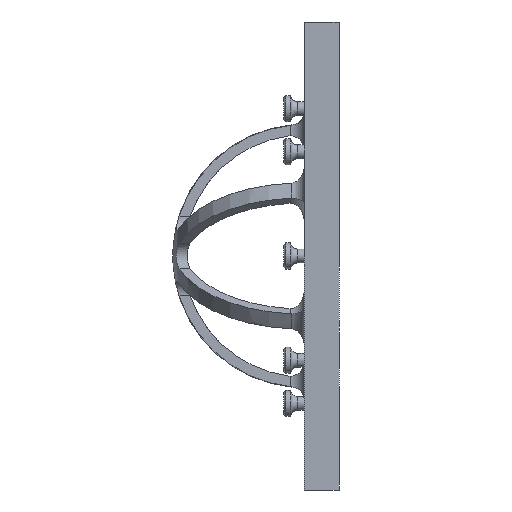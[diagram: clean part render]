
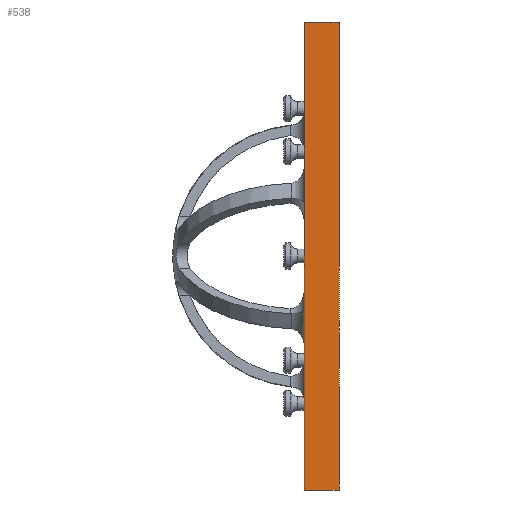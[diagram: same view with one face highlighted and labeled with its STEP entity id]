
A CAD part, front view. The second image highlights one B-rep face of the part: STEP entity #538.
In plain terms, the highlighted planar face has unit normal (0, -1, 0).
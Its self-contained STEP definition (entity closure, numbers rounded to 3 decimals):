
#304 = ORIENTED_EDGE ( 'NONE', *, *, #8604, .F. ) ;
#326 = VERTEX_POINT ( 'NONE', #5039 ) ;
#331 = VERTEX_POINT ( 'NONE', #883 ) ;
#500 = DIRECTION ( 'NONE',  ( -1., 0., 0. ) ) ;
#515 = LINE ( 'NONE', #5320, #5051 ) ;
#538 = ADVANCED_FACE ( 'NONE', ( #8240 ), #2069, .F. ) ;
#883 = CARTESIAN_POINT ( 'NONE',  ( 10., -80., -67.5 ) ) ;
#1986 = EDGE_CURVE ( 'NONE', #7886, #326, #5367, .T. ) ;
#2069 = PLANE ( 'NONE',  #4334 ) ;
#2164 = ORIENTED_EDGE ( 'NONE', *, *, #8355, .T. ) ;
#2425 = ORIENTED_EDGE ( 'NONE', *, *, #1986, .T. ) ;
#2850 = ORIENTED_EDGE ( 'NONE', *, *, #6898, .F. ) ;
#3474 = LINE ( 'NONE', #6313, #4066 ) ;
#4066 = VECTOR ( 'NONE', #4972, 1000. ) ;
#4080 = DIRECTION ( 'NONE',  ( 0., 1., 0. ) ) ;
#4334 = AXIS2_PLACEMENT_3D ( 'NONE', #4866, #4080, #6196 ) ;
#4866 = CARTESIAN_POINT ( 'NONE',  ( 10., -80., -67.5 ) ) ;
#4972 = DIRECTION ( 'NONE',  ( 0., 0., -1. ) ) ;
#5039 = CARTESIAN_POINT ( 'NONE',  ( 0., -80., 67.5 ) ) ;
#5051 = VECTOR ( 'NONE', #6017, 1000. ) ;
#5282 = VERTEX_POINT ( 'NONE', #5350 ) ;
#5320 = CARTESIAN_POINT ( 'NONE',  ( 10., -80., -67.5 ) ) ;
#5348 = LINE ( 'NONE', #6134, #5513 ) ;
#5350 = CARTESIAN_POINT ( 'NONE',  ( 0., -80., -67.5 ) ) ;
#5367 = LINE ( 'NONE', #6193, #9062 ) ;
#5513 = VECTOR ( 'NONE', #500, 1000. ) ;
#5882 = EDGE_LOOP ( 'NONE', ( #2164, #304, #2850, #2425 ) ) ;
#6017 = DIRECTION ( 'NONE',  ( 0., 0., -1. ) ) ;
#6134 = CARTESIAN_POINT ( 'NONE',  ( 10., -80., -67.5 ) ) ;
#6193 = CARTESIAN_POINT ( 'NONE',  ( 10., -80., 67.5 ) ) ;
#6196 = DIRECTION ( 'NONE',  ( 0., 0., 1. ) ) ;
#6313 = CARTESIAN_POINT ( 'NONE',  ( 0., -80., -67.5 ) ) ;
#6898 = EDGE_CURVE ( 'NONE', #7886, #331, #515, .T. ) ;
#6915 = DIRECTION ( 'NONE',  ( -1., 0., 0. ) ) ;
#7886 = VERTEX_POINT ( 'NONE', #8707 ) ;
#8240 = FACE_OUTER_BOUND ( 'NONE', #5882, .T. ) ;
#8355 = EDGE_CURVE ( 'NONE', #326, #5282, #3474, .T. ) ;
#8604 = EDGE_CURVE ( 'NONE', #331, #5282, #5348, .T. ) ;
#8707 = CARTESIAN_POINT ( 'NONE',  ( 10., -80., 67.5 ) ) ;
#9062 = VECTOR ( 'NONE', #6915, 1000. ) ;
